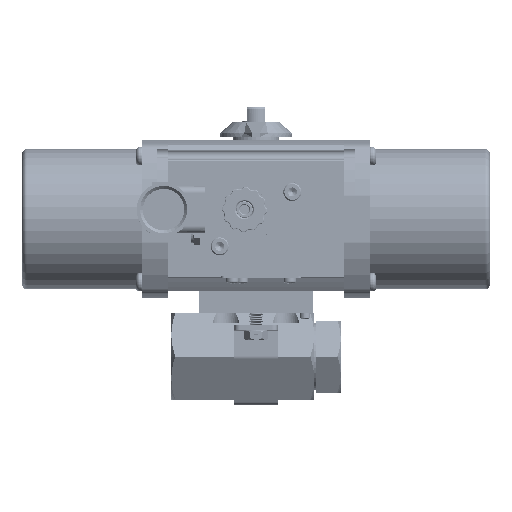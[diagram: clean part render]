
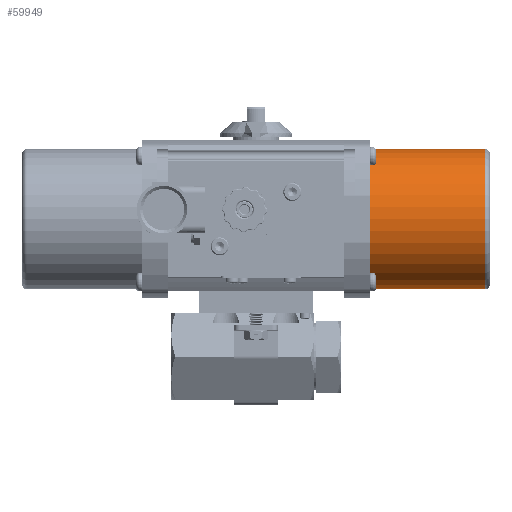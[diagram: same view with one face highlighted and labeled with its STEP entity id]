
A CAD part, top view. The second image highlights one B-rep face of the part: STEP entity #59949.
In plain terms, the highlighted cylindrical face has radius 30.963 mm (diameter 61.925 mm), a partial arc.
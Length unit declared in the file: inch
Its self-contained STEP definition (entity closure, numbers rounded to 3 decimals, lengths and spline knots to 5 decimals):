
#5960 = DIRECTION ( 'NONE',  ( -1., 0., 0. ) ) ;
#9353 = EDGE_CURVE ( 'NONE', #71990, #62642, #104959, .T. ) ;
#12532 = VERTEX_POINT ( 'NONE', #159403 ) ;
#19114 = EDGE_CURVE ( 'NONE', #100340, #71990, #155660, .T. ) ;
#20279 = ORIENTED_EDGE ( 'NONE', *, *, #128543, .F. ) ;
#20341 = AXIS2_PLACEMENT_3D ( 'NONE', #139973, #40974, #54618 ) ;
#23775 = AXIS2_PLACEMENT_3D ( 'NONE', #116018, #31184, #130197 ) ;
#31184 = DIRECTION ( 'NONE',  ( -1., 0., 0. ) ) ;
#32088 = CARTESIAN_POINT ( 'NONE',  ( 1.7145, 3.605, 0. ) ) ;
#32135 = CARTESIAN_POINT ( 'NONE',  ( 3.9725, 3.605, 0. ) ) ;
#40974 = DIRECTION ( 'NONE',  ( -1., 0., 0. ) ) ;
#41050 = CYLINDRICAL_SURFACE ( 'NONE', #20341, 1.219 ) ;
#47273 = ORIENTED_EDGE ( 'NONE', *, *, #9353, .T. ) ;
#54618 = DIRECTION ( 'NONE',  ( 0., 1., 0. ) ) ;
#57307 = ORIENTED_EDGE ( 'NONE', *, *, #19114, .T. ) ;
#59949 = ADVANCED_FACE ( 'NONE', ( #116371 ), #41050, .T. ) ;
#60416 = DIRECTION ( 'NONE',  ( 1., 0., 0. ) ) ;
#62642 = VERTEX_POINT ( 'NONE', #165631 ) ;
#69930 = VECTOR ( 'NONE', #5960, 39.37008 ) ;
#71990 = VERTEX_POINT ( 'NONE', #90506 ) ;
#84865 = VECTOR ( 'NONE', #88428, 39.37008 ) ;
#88428 = DIRECTION ( 'NONE',  ( -1., 0., 0. ) ) ;
#90506 = CARTESIAN_POINT ( 'NONE',  ( 1.8575, 3.605, 0. ) ) ;
#90664 = CARTESIAN_POINT ( 'NONE',  ( 1.7145, 1.167, 0. ) ) ;
#100340 = VERTEX_POINT ( 'NONE', #32135 ) ;
#102895 = EDGE_LOOP ( 'NONE', ( #20279, #148524, #57307, #47273 ) ) ;
#104959 = CIRCLE ( 'NONE', #178758, 1.219 ) ;
#111028 = EDGE_CURVE ( 'NONE', #12532, #100340, #174177, .T. ) ;
#116018 = CARTESIAN_POINT ( 'NONE',  ( 3.9725, 2.386, 0. ) ) ;
#116371 = FACE_OUTER_BOUND ( 'NONE', #102895, .T. ) ;
#128543 = EDGE_CURVE ( 'NONE', #12532, #62642, #173877, .T. ) ;
#130197 = DIRECTION ( 'NONE',  ( 0., -1., 0. ) ) ;
#139973 = CARTESIAN_POINT ( 'NONE',  ( 1.7145, 2.386, 0. ) ) ;
#145197 = CARTESIAN_POINT ( 'NONE',  ( 1.8575, 2.386, 0. ) ) ;
#148524 = ORIENTED_EDGE ( 'NONE', *, *, #111028, .T. ) ;
#155660 = LINE ( 'NONE', #32088, #84865 ) ;
#159345 = DIRECTION ( 'NONE',  ( 0., -1., 0. ) ) ;
#159403 = CARTESIAN_POINT ( 'NONE',  ( 3.9725, 1.167, 0. ) ) ;
#165631 = CARTESIAN_POINT ( 'NONE',  ( 1.8575, 1.167, 0. ) ) ;
#173877 = LINE ( 'NONE', #90664, #69930 ) ;
#174177 = CIRCLE ( 'NONE', #23775, 1.219 ) ;
#178758 = AXIS2_PLACEMENT_3D ( 'NONE', #145197, #60416, #159345 ) ;
